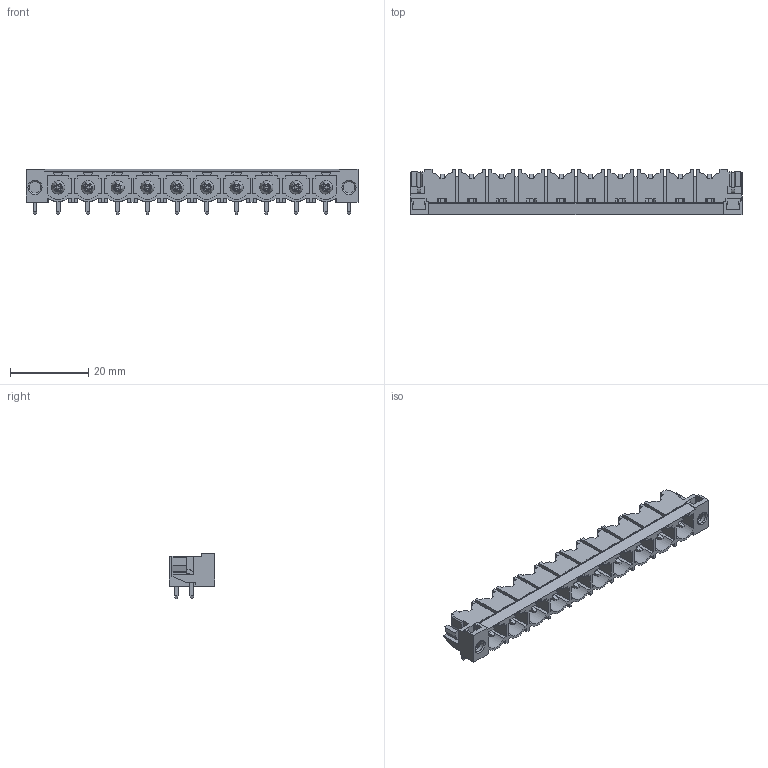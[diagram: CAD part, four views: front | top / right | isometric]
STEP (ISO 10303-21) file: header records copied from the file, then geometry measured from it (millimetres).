
FILE_DESCRIPTION(('CATIA V5 STEP Exchange','CAx-IF Rec.Pracs.--- Model Styling and Organization---1.2---2011-12-15'),'2;1');
FILE_NAME ('D1448514_0_1096110000_1096110000.stp','2018-11-15T10:46:00+00:00',('none'),('Weidmueller'),'CATIA Version 5-6 Release 2014','CATIA V5 STEP AP214','none');
FILE_SCHEMA(('AUTOMOTIVE_DESIGN { 1 0 10303 214 1 1 1 1 }'));
Length unit declared in the file: millimetre
Products named in the file (1): 1096110000
Bounding box: 85.06 x 11.75 x 11.6 mm (x, y, z)
Volume: 3189.8 mm3; surface area: 7601.3 mm2
Topology: 13 solids, 13 shells, 855 faces, 2381 edges, 1552 vertices
Faces by surface type: plane 717, cylinder 94, cone 24, torus 20
Entity records: 24394 total; most frequent: ORIENTED_EDGE 4762, CARTESIAN_POINT 4455, DIRECTION 3075, EDGE_CURVE 2357, VECTOR 1997, LINE 1997, VERTEX_POINT 1496, EDGE_LOOP 903
